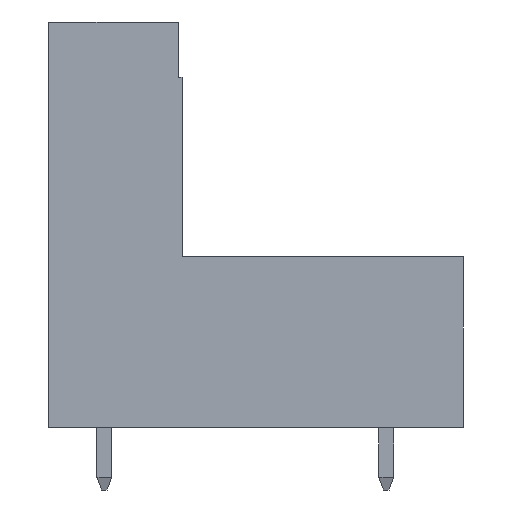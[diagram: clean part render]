
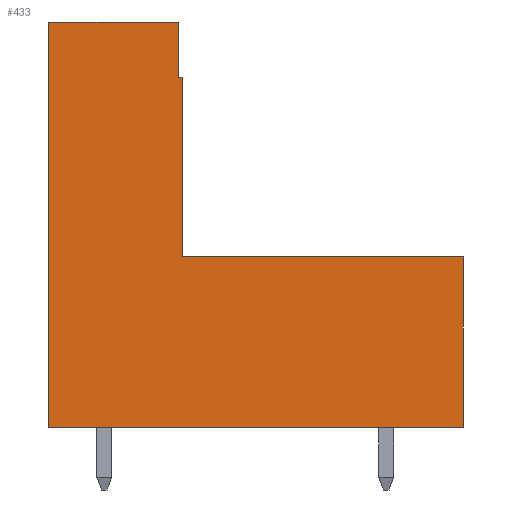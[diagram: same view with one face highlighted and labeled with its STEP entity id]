
A CAD part, left-side view. The second image highlights one B-rep face of the part: STEP entity #433.
In plain terms, the highlighted planar face has unit normal (-1, 0, 0).
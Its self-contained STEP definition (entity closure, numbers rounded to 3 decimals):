
#433 = ADVANCED_FACE( '', ( #1044 ), #1045, .T. );
#1044 = FACE_OUTER_BOUND( '', #1872, .T. );
#1045 = PLANE( '', #1873 );
#1872 = EDGE_LOOP( '', ( #2884, #2885, #2886, #2887, #2888, #2889, #2890, #2891 ) );
#1873 = AXIS2_PLACEMENT_3D( '', #2892, #2893, #2894 );
#2884 = ORIENTED_EDGE( '', *, *, #5274, .F. );
#2885 = ORIENTED_EDGE( '', *, *, #5275, .F. );
#2886 = ORIENTED_EDGE( '', *, *, #5276, .T. );
#2887 = ORIENTED_EDGE( '', *, *, #5277, .T. );
#2888 = ORIENTED_EDGE( '', *, *, #5278, .T. );
#2889 = ORIENTED_EDGE( '', *, *, #5279, .T. );
#2890 = ORIENTED_EDGE( '', *, *, #5227, .T. );
#2891 = ORIENTED_EDGE( '', *, *, #5280, .T. );
#2892 = CARTESIAN_POINT( '', ( -4.205, 0., 0. ) );
#2893 = DIRECTION( '', ( -1., 0., 0. ) );
#2894 = DIRECTION( '', ( 0., 0., 1. ) );
#5227 = EDGE_CURVE( '', #6325, #6323, #6326, .T. );
#5274 = EDGE_CURVE( '', #6406, #6407, #6408, .T. );
#5275 = EDGE_CURVE( '', #6409, #6406, #6410, .T. );
#5276 = EDGE_CURVE( '', #6409, #6411, #6412, .T. );
#5277 = EDGE_CURVE( '', #6411, #6413, #6414, .T. );
#5278 = EDGE_CURVE( '', #6413, #6415, #6416, .T. );
#5279 = EDGE_CURVE( '', #6415, #6325, #6417, .T. );
#5280 = EDGE_CURVE( '', #6323, #6407, #6418, .T. );
#6323 = VERTEX_POINT( '', #7881 );
#6325 = VERTEX_POINT( '', #7884 );
#6326 = LINE( '', #7885, #7886 );
#6406 = VERTEX_POINT( '', #8006 );
#6407 = VERTEX_POINT( '', #8007 );
#6408 = LINE( '', #8008, #8009 );
#6409 = VERTEX_POINT( '', #8010 );
#6410 = LINE( '', #8011, #8012 );
#6411 = VERTEX_POINT( '', #8013 );
#6412 = LINE( '', #8014, #8015 );
#6413 = VERTEX_POINT( '', #8016 );
#6414 = LINE( '', #8017, #8018 );
#6415 = VERTEX_POINT( '', #8019 );
#6416 = LINE( '', #8020, #8021 );
#6417 = LINE( '', #8022, #8023 );
#6418 = LINE( '', #8024, #8025 );
#7881 = CARTESIAN_POINT( '', ( -4.205, 4., 4.6 ) );
#7884 = CARTESIAN_POINT( '', ( -4.205, -11.2, 4.6 ) );
#7885 = CARTESIAN_POINT( '', ( -4.205, -11.2, 4.6 ) );
#7886 = VECTOR( '', #9743, 1000. );
#8006 = CARTESIAN_POINT( '', ( -4.205, 4.2, 14.3 ) );
#8007 = CARTESIAN_POINT( '', ( -4.205, 4., 14.3 ) );
#8008 = CARTESIAN_POINT( '', ( -4.205, 4.2, 14.3 ) );
#8009 = VECTOR( '', #9784, 1000. );
#8010 = CARTESIAN_POINT( '', ( -4.205, 4.2, 17.3 ) );
#8011 = CARTESIAN_POINT( '', ( -4.205, 4.2, 17.3 ) );
#8012 = VECTOR( '', #9785, 1000. );
#8013 = CARTESIAN_POINT( '', ( -4.205, 11.2, 17.3 ) );
#8014 = CARTESIAN_POINT( '', ( -4.205, 4., 17.3 ) );
#8015 = VECTOR( '', #9786, 1000. );
#8016 = CARTESIAN_POINT( '', ( -4.205, 11.2, -4.6 ) );
#8017 = CARTESIAN_POINT( '', ( -4.205, 11.2, 17.3 ) );
#8018 = VECTOR( '', #9787, 1000. );
#8019 = CARTESIAN_POINT( '', ( -4.205, -11.2, -4.6 ) );
#8020 = CARTESIAN_POINT( '', ( -4.205, 11.2, -4.6 ) );
#8021 = VECTOR( '', #9788, 1000. );
#8022 = CARTESIAN_POINT( '', ( -4.205, -11.2, -4.6 ) );
#8023 = VECTOR( '', #9789, 1000. );
#8024 = CARTESIAN_POINT( '', ( -4.205, 4., 4.6 ) );
#8025 = VECTOR( '', #9790, 1000. );
#9743 = DIRECTION( '', ( 0., 1., 0. ) );
#9784 = DIRECTION( '', ( 0., -1., 0. ) );
#9785 = DIRECTION( '', ( 0., 0., -1. ) );
#9786 = DIRECTION( '', ( 0., 1., 0. ) );
#9787 = DIRECTION( '', ( 0., 0., -1. ) );
#9788 = DIRECTION( '', ( 0., -1., 0. ) );
#9789 = DIRECTION( '', ( 0., 0., 1. ) );
#9790 = DIRECTION( '', ( 0., 0., 1. ) );
